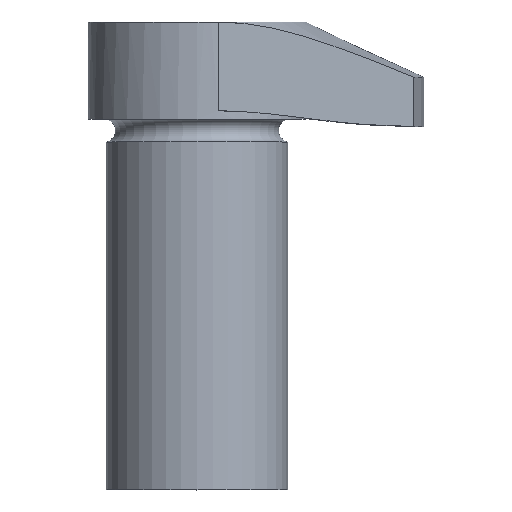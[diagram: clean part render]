
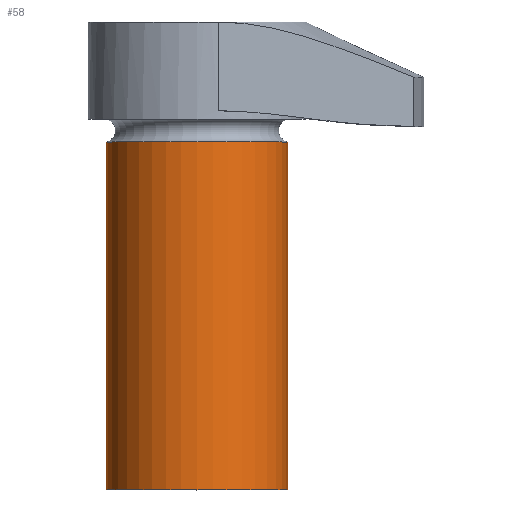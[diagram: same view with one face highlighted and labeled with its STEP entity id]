
A CAD part, top view. The second image highlights one B-rep face of the part: STEP entity #58.
In plain terms, the highlighted cylindrical face has radius 10 mm (diameter 20 mm), a full revolution.
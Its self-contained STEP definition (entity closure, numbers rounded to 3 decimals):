
#58 = ADVANCED_FACE( '', ( #119, #120 ), #121, .T. );
#119 = FACE_OUTER_BOUND( '', #199, .T. );
#120 = FACE_OUTER_BOUND( '', #200, .T. );
#121 = CYLINDRICAL_SURFACE( '', #201, 10. );
#199 = EDGE_LOOP( '', ( #284 ) );
#200 = EDGE_LOOP( '', ( #285 ) );
#201 = AXIS2_PLACEMENT_3D( '', #286, #287, #288 );
#284 = ORIENTED_EDGE( '', *, *, #313, .T. );
#285 = ORIENTED_EDGE( '', *, *, #339, .F. );
#286 = CARTESIAN_POINT( '', ( 0., 11.5, 0. ) );
#287 = DIRECTION( '', ( 0., -1., 0. ) );
#288 = DIRECTION( '', ( 0., 0., 1. ) );
#313 = EDGE_CURVE( '', #350, #350, #351, .T. );
#339 = EDGE_CURVE( '', #388, #388, #389, .T. );
#350 = VERTEX_POINT( '', #401 );
#351 = CIRCLE( '', #402, 10. );
#388 = VERTEX_POINT( '', #487 );
#389 = CIRCLE( '', #488, 10. );
#401 = CARTESIAN_POINT( '', ( 0., -40., 10. ) );
#402 = AXIS2_PLACEMENT_3D( '', #500, #501, #502 );
#487 = CARTESIAN_POINT( '', ( 0., -1.7, 10. ) );
#488 = AXIS2_PLACEMENT_3D( '', #531, #532, #533 );
#500 = CARTESIAN_POINT( '', ( 0., -40., 0. ) );
#501 = DIRECTION( '', ( 0., 1., 0. ) );
#502 = DIRECTION( '', ( 0., 0., 1. ) );
#531 = CARTESIAN_POINT( '', ( 0., -1.7, 0. ) );
#532 = DIRECTION( '', ( 0., 1., 0. ) );
#533 = DIRECTION( '', ( 0., 0., 1. ) );
